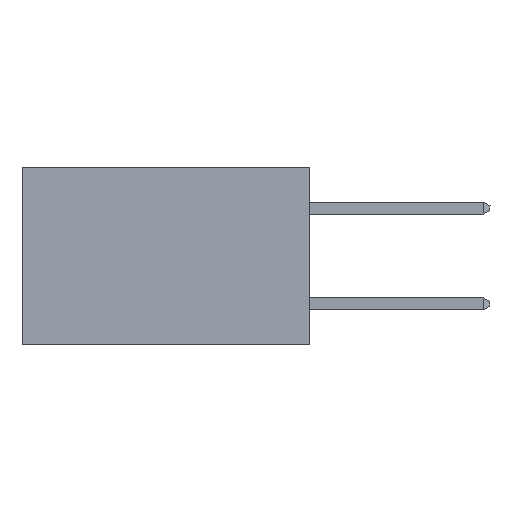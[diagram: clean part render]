
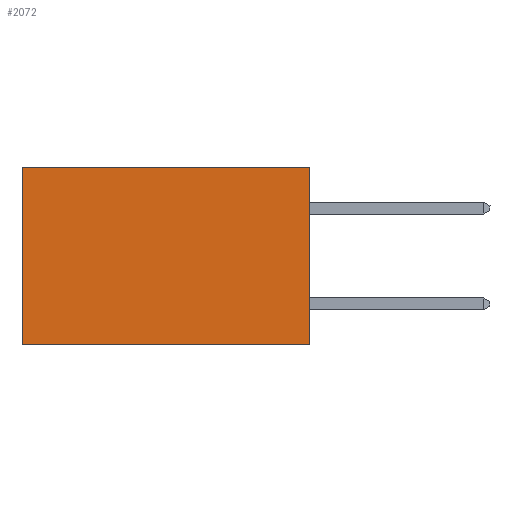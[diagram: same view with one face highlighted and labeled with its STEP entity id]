
A CAD part, left-side view. The second image highlights one B-rep face of the part: STEP entity #2072.
In plain terms, the highlighted planar face has unit normal (-1, 0, 0).
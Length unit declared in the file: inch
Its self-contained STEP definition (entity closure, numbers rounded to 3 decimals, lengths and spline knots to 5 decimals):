
#1109 = ORIENTED_EDGE ( 'NONE', *, *, #11230, .T. ) ;
#2072 = ADVANCED_FACE ( 'NONE', ( #2288 ), #8271, .F. ) ;
#2288 = FACE_OUTER_BOUND ( 'NONE', #11663, .T. ) ;
#2483 = CARTESIAN_POINT ( 'NONE',  ( 0.2875, 0.6, 0. ) ) ;
#2798 = DIRECTION ( 'NONE',  ( 0., 1., 0. ) ) ;
#3088 = ORIENTED_EDGE ( 'NONE', *, *, #6393, .F. ) ;
#3229 = VECTOR ( 'NONE', #7041, 39.37008 ) ;
#3503 = CARTESIAN_POINT ( 'NONE',  ( 0.2875, 0., 0. ) ) ;
#3619 = LINE ( 'NONE', #8524, #11827 ) ;
#3933 = VECTOR ( 'NONE', #2798, 39.37008 ) ;
#4061 = DIRECTION ( 'NONE',  ( 0., 1., 0. ) ) ;
#5978 = CARTESIAN_POINT ( 'NONE',  ( 0.2875, 0.6, 0. ) ) ;
#6393 = EDGE_CURVE ( 'NONE', #12343, #14131, #3619, .T. ) ;
#6869 = EDGE_CURVE ( 'NONE', #10969, #12343, #9223, .T. ) ;
#7041 = DIRECTION ( 'NONE',  ( 0., 0., -1. ) ) ;
#8057 = DIRECTION ( 'NONE',  ( 0., 0., -1. ) ) ;
#8076 = DIRECTION ( 'NONE',  ( 1., 0., 0. ) ) ;
#8154 = CARTESIAN_POINT ( 'NONE',  ( 0.2875, 0., 0. ) ) ;
#8164 = EDGE_CURVE ( 'NONE', #8795, #14131, #12866, .T. ) ;
#8271 = PLANE ( 'NONE',  #11208 ) ;
#8524 = CARTESIAN_POINT ( 'NONE',  ( 0.2875, 0., -0.37 ) ) ;
#8699 = CARTESIAN_POINT ( 'NONE',  ( 0.2875, 0.6, -0.37 ) ) ;
#8795 = VERTEX_POINT ( 'NONE', #2483 ) ;
#9223 = LINE ( 'NONE', #11551, #3229 ) ;
#9550 = CARTESIAN_POINT ( 'NONE',  ( 0.2875, 0., 0. ) ) ;
#9881 = LINE ( 'NONE', #9550, #3933 ) ;
#10404 = DIRECTION ( 'NONE',  ( 0., 0., -1. ) ) ;
#10969 = VERTEX_POINT ( 'NONE', #3503 ) ;
#11061 = CARTESIAN_POINT ( 'NONE',  ( 0.2875, 0., -0.37 ) ) ;
#11208 = AXIS2_PLACEMENT_3D ( 'NONE', #8154, #8076, #8057 ) ;
#11230 = EDGE_CURVE ( 'NONE', #10969, #8795, #9881, .T. ) ;
#11551 = CARTESIAN_POINT ( 'NONE',  ( 0.2875, 0., 0. ) ) ;
#11663 = EDGE_LOOP ( 'NONE', ( #14224, #3088, #12015, #1109 ) ) ;
#11827 = VECTOR ( 'NONE', #4061, 39.37008 ) ;
#12015 = ORIENTED_EDGE ( 'NONE', *, *, #6869, .F. ) ;
#12343 = VERTEX_POINT ( 'NONE', #11061 ) ;
#12866 = LINE ( 'NONE', #5978, #13197 ) ;
#13197 = VECTOR ( 'NONE', #10404, 39.37008 ) ;
#14131 = VERTEX_POINT ( 'NONE', #8699 ) ;
#14224 = ORIENTED_EDGE ( 'NONE', *, *, #8164, .T. ) ;
